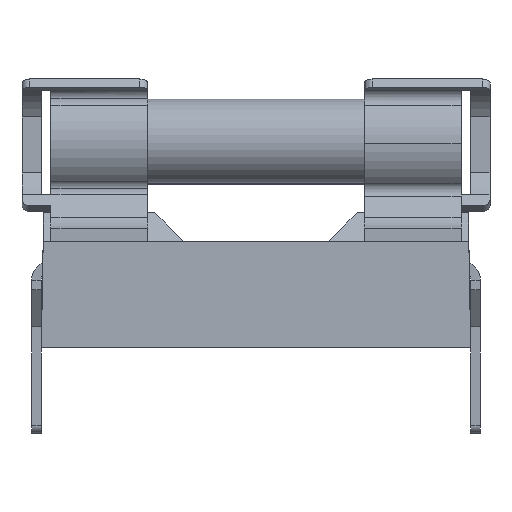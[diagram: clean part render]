
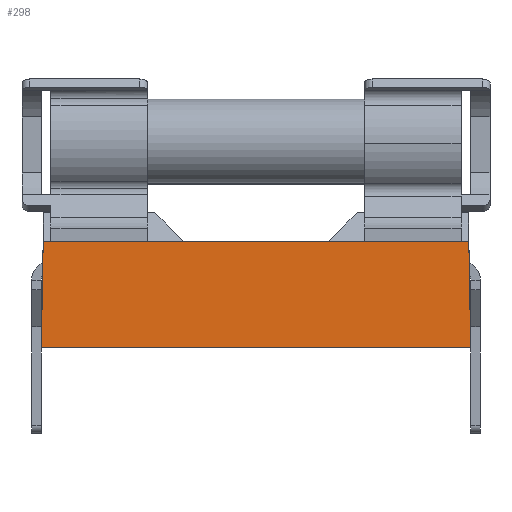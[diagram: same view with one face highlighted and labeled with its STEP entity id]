
A CAD part, front view. The second image highlights one B-rep face of the part: STEP entity #298.
In plain terms, the highlighted planar face has unit normal (0, -1, 0.018).
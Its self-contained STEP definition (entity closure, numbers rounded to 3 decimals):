
#88 = VERTEX_POINT('',#89);
#89 = CARTESIAN_POINT('',(22.367,-4.21,
    0.042));
#97 = EDGE_CURVE('',#98,#88,#100,.T.);
#98 = VERTEX_POINT('',#99);
#99 = CARTESIAN_POINT('',(0.123,-4.21,
    0.042));
#100 = LINE('',#101,#102);
#101 = CARTESIAN_POINT('',(11.245,-4.21,
    0.042));
#102 = VECTOR('',#103,1.);
#103 = DIRECTION('',(1.,0.,0.));
#274 = VERTEX_POINT('',#275);
#275 = CARTESIAN_POINT('',(22.271,-4.114,5.542)
  );
#281 = EDGE_CURVE('',#88,#274,#282,.T.);
#282 = LINE('',#283,#284);
#283 = CARTESIAN_POINT('',(22.367,-4.21,
    0.042));
#284 = VECTOR('',#285,1.);
#285 = DIRECTION('',(-0.017,0.017,
    1.));
#298 = ADVANCED_FACE('',(#299),#317,.F.);
#299 = FACE_BOUND('',#300,.T.);
#300 = EDGE_LOOP('',(#301,#302,#303,#311));
#301 = ORIENTED_EDGE('',*,*,#97,.T.);
#302 = ORIENTED_EDGE('',*,*,#281,.T.);
#303 = ORIENTED_EDGE('',*,*,#304,.T.);
#304 = EDGE_CURVE('',#274,#305,#307,.T.);
#305 = VERTEX_POINT('',#306);
#306 = CARTESIAN_POINT('',(0.219,-4.114,5.542)
  );
#307 = LINE('',#308,#309);
#308 = CARTESIAN_POINT('',(22.37,-4.114,5.542)
  );
#309 = VECTOR('',#310,1.);
#310 = DIRECTION('',(-1.,0.,0.));
#311 = ORIENTED_EDGE('',*,*,#312,.T.);
#312 = EDGE_CURVE('',#305,#98,#313,.T.);
#313 = LINE('',#314,#315);
#314 = CARTESIAN_POINT('',(0.129,-4.203,0.43
    ));
#315 = VECTOR('',#316,1.);
#316 = DIRECTION('',(-0.017,-0.017,
    -1.));
#317 = PLANE('',#318);
#318 = AXIS2_PLACEMENT_3D('',#319,#320,#321);
#319 = CARTESIAN_POINT('',(22.37,-4.21,
    0.042));
#320 = DIRECTION('',(0.,1.,-0.017));
#321 = DIRECTION('',(0.,0.017,1.));
